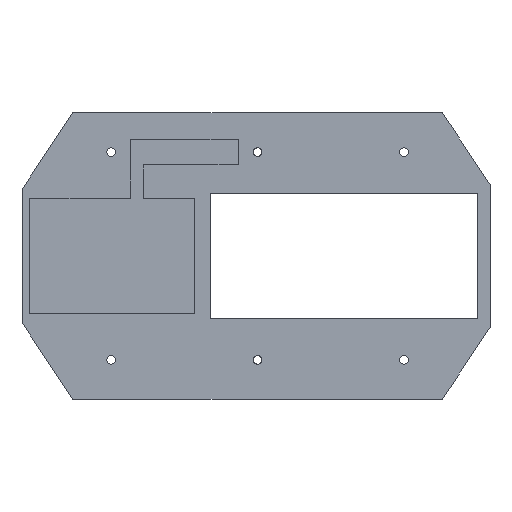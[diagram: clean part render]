
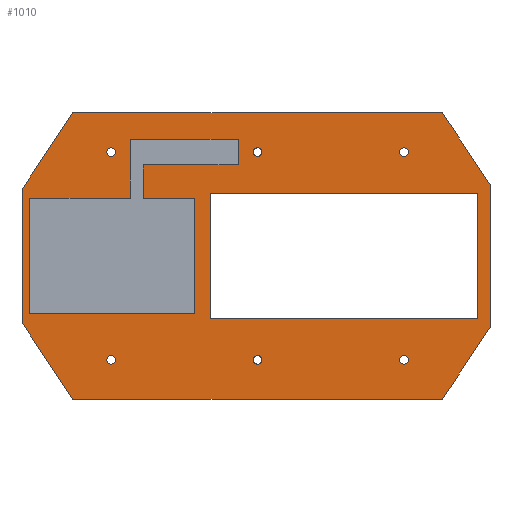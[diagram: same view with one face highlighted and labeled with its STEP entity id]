
A CAD part, front view. The second image highlights one B-rep face of the part: STEP entity #1010.
In plain terms, the highlighted planar face has unit normal (0, -1, 0).
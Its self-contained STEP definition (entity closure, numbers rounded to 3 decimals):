
#64=CIRCLE('',#1073,1.7);
#65=CIRCLE('',#1074,1.7);
#66=CIRCLE('',#1075,1.7);
#67=CIRCLE('',#1076,1.7);
#68=CIRCLE('',#1077,1.7);
#69=CIRCLE('',#1078,1.7);
#88=FACE_BOUND('',#176,.T.);
#89=FACE_BOUND('',#177,.T.);
#90=FACE_BOUND('',#178,.T.);
#91=FACE_BOUND('',#179,.T.);
#92=FACE_BOUND('',#180,.T.);
#93=FACE_BOUND('',#181,.T.);
#94=FACE_BOUND('',#182,.T.);
#95=FACE_BOUND('',#183,.T.);
#115=FACE_OUTER_BOUND('',#175,.T.);
#175=EDGE_LOOP('',(#699,#700,#701,#702,#703,#704,#705,#706));
#176=EDGE_LOOP('',(#707,#708,#709,#710));
#177=EDGE_LOOP('',(#711,#712,#713,#714,#715,#716,#717,#718,#719,#720));
#178=EDGE_LOOP('',(#721));
#179=EDGE_LOOP('',(#722));
#180=EDGE_LOOP('',(#723));
#181=EDGE_LOOP('',(#724));
#182=EDGE_LOOP('',(#725));
#183=EDGE_LOOP('',(#726));
#250=LINE('',#1390,#343);
#254=LINE('',#1398,#347);
#257=LINE('',#1404,#350);
#260=LINE('',#1410,#353);
#263=LINE('',#1416,#356);
#266=LINE('',#1422,#359);
#269=LINE('',#1429,#362);
#270=LINE('',#1431,#363);
#271=LINE('',#1433,#364);
#272=LINE('',#1435,#365);
#273=LINE('',#1437,#366);
#274=LINE('',#1439,#367);
#275=LINE('',#1441,#368);
#276=LINE('',#1442,#369);
#277=LINE('',#1445,#370);
#278=LINE('',#1447,#371);
#279=LINE('',#1449,#372);
#280=LINE('',#1450,#373);
#281=LINE('',#1452,#374);
#282=LINE('',#1454,#375);
#283=LINE('',#1456,#376);
#284=LINE('',#1457,#377);
#343=VECTOR('',#1145,10.);
#347=VECTOR('',#1151,10.);
#350=VECTOR('',#1156,10.);
#353=VECTOR('',#1161,10.);
#356=VECTOR('',#1166,10.);
#359=VECTOR('',#1171,10.);
#362=VECTOR('',#1176,10.);
#363=VECTOR('',#1177,10.);
#364=VECTOR('',#1178,10.);
#365=VECTOR('',#1179,10.);
#366=VECTOR('',#1180,10.);
#367=VECTOR('',#1181,10.);
#368=VECTOR('',#1182,10.);
#369=VECTOR('',#1183,10.);
#370=VECTOR('',#1184,10.);
#371=VECTOR('',#1185,10.);
#372=VECTOR('',#1186,10.);
#373=VECTOR('',#1187,10.);
#374=VECTOR('',#1188,10.);
#375=VECTOR('',#1189,10.);
#376=VECTOR('',#1190,10.);
#377=VECTOR('',#1191,10.);
#436=VERTEX_POINT('',#1388);
#437=VERTEX_POINT('',#1389);
#440=VERTEX_POINT('',#1397);
#442=VERTEX_POINT('',#1403);
#444=VERTEX_POINT('',#1409);
#446=VERTEX_POINT('',#1415);
#448=VERTEX_POINT('',#1421);
#450=VERTEX_POINT('',#1427);
#451=VERTEX_POINT('',#1428);
#452=VERTEX_POINT('',#1430);
#453=VERTEX_POINT('',#1432);
#454=VERTEX_POINT('',#1434);
#455=VERTEX_POINT('',#1436);
#456=VERTEX_POINT('',#1438);
#457=VERTEX_POINT('',#1440);
#458=VERTEX_POINT('',#1443);
#459=VERTEX_POINT('',#1444);
#460=VERTEX_POINT('',#1446);
#461=VERTEX_POINT('',#1448);
#462=VERTEX_POINT('',#1451);
#463=VERTEX_POINT('',#1453);
#464=VERTEX_POINT('',#1455);
#465=VERTEX_POINT('',#1458);
#466=VERTEX_POINT('',#1460);
#467=VERTEX_POINT('',#1462);
#468=VERTEX_POINT('',#1464);
#469=VERTEX_POINT('',#1466);
#470=VERTEX_POINT('',#1468);
#530=EDGE_CURVE('',#436,#437,#250,.T.);
#534=EDGE_CURVE('',#440,#436,#254,.T.);
#537=EDGE_CURVE('',#442,#440,#257,.T.);
#540=EDGE_CURVE('',#444,#442,#260,.T.);
#543=EDGE_CURVE('',#446,#444,#263,.T.);
#546=EDGE_CURVE('',#446,#448,#266,.T.);
#549=EDGE_CURVE('',#450,#451,#269,.T.);
#550=EDGE_CURVE('',#452,#451,#270,.T.);
#551=EDGE_CURVE('',#453,#452,#271,.T.);
#552=EDGE_CURVE('',#454,#453,#272,.T.);
#553=EDGE_CURVE('',#455,#454,#273,.T.);
#554=EDGE_CURVE('',#456,#455,#274,.T.);
#555=EDGE_CURVE('',#457,#456,#275,.T.);
#556=EDGE_CURVE('',#450,#457,#276,.T.);
#557=EDGE_CURVE('',#458,#459,#277,.T.);
#558=EDGE_CURVE('',#460,#458,#278,.T.);
#559=EDGE_CURVE('',#461,#460,#279,.T.);
#560=EDGE_CURVE('',#459,#461,#280,.T.);
#561=EDGE_CURVE('',#462,#437,#281,.T.);
#562=EDGE_CURVE('',#462,#463,#282,.T.);
#563=EDGE_CURVE('',#464,#463,#283,.T.);
#564=EDGE_CURVE('',#464,#448,#284,.T.);
#565=EDGE_CURVE('',#465,#465,#64,.T.);
#566=EDGE_CURVE('',#466,#466,#65,.T.);
#567=EDGE_CURVE('',#467,#467,#66,.T.);
#568=EDGE_CURVE('',#468,#468,#67,.T.);
#569=EDGE_CURVE('',#469,#469,#68,.T.);
#570=EDGE_CURVE('',#470,#470,#69,.T.);
#699=ORIENTED_EDGE('',*,*,#549,.T.);
#700=ORIENTED_EDGE('',*,*,#550,.F.);
#701=ORIENTED_EDGE('',*,*,#551,.F.);
#702=ORIENTED_EDGE('',*,*,#552,.F.);
#703=ORIENTED_EDGE('',*,*,#553,.F.);
#704=ORIENTED_EDGE('',*,*,#554,.F.);
#705=ORIENTED_EDGE('',*,*,#555,.F.);
#706=ORIENTED_EDGE('',*,*,#556,.F.);
#707=ORIENTED_EDGE('',*,*,#557,.F.);
#708=ORIENTED_EDGE('',*,*,#558,.F.);
#709=ORIENTED_EDGE('',*,*,#559,.F.);
#710=ORIENTED_EDGE('',*,*,#560,.F.);
#711=ORIENTED_EDGE('',*,*,#543,.T.);
#712=ORIENTED_EDGE('',*,*,#540,.T.);
#713=ORIENTED_EDGE('',*,*,#537,.T.);
#714=ORIENTED_EDGE('',*,*,#534,.T.);
#715=ORIENTED_EDGE('',*,*,#530,.T.);
#716=ORIENTED_EDGE('',*,*,#561,.F.);
#717=ORIENTED_EDGE('',*,*,#562,.T.);
#718=ORIENTED_EDGE('',*,*,#563,.F.);
#719=ORIENTED_EDGE('',*,*,#564,.T.);
#720=ORIENTED_EDGE('',*,*,#546,.F.);
#721=ORIENTED_EDGE('',*,*,#565,.T.);
#722=ORIENTED_EDGE('',*,*,#566,.T.);
#723=ORIENTED_EDGE('',*,*,#567,.T.);
#724=ORIENTED_EDGE('',*,*,#568,.T.);
#725=ORIENTED_EDGE('',*,*,#569,.T.);
#726=ORIENTED_EDGE('',*,*,#570,.T.);
#971=PLANE('',#1072);
#1010=ADVANCED_FACE('',(#115,#88,#89,#90,#91,#92,#93,#94,#95),#971,.F.);
#1072=AXIS2_PLACEMENT_3D('',#1426,#1174,#1175);
#1073=AXIS2_PLACEMENT_3D('',#1459,#1192,#1193);
#1074=AXIS2_PLACEMENT_3D('',#1461,#1194,#1195);
#1075=AXIS2_PLACEMENT_3D('',#1463,#1196,#1197);
#1076=AXIS2_PLACEMENT_3D('',#1465,#1198,#1199);
#1077=AXIS2_PLACEMENT_3D('',#1467,#1200,#1201);
#1078=AXIS2_PLACEMENT_3D('',#1469,#1202,#1203);
#1145=DIRECTION('',(0.,0.,-1.));
#1151=DIRECTION('',(-1.,0.,0.));
#1156=DIRECTION('',(0.,0.,-1.));
#1161=DIRECTION('',(1.,0.,0.));
#1166=DIRECTION('',(0.,0.,1.));
#1171=DIRECTION('',(-1.,0.,0.));
#1174=DIRECTION('center_axis',(0.,1.,0.));
#1175=DIRECTION('ref_axis',(-1.,0.,0.));
#1176=DIRECTION('',(0.,0.,-1.));
#1177=DIRECTION('',(-0.555,0.,0.832));
#1178=DIRECTION('',(-1.,0.,0.));
#1179=DIRECTION('',(-0.555,0.,-0.832));
#1180=DIRECTION('',(0.,0.,-1.));
#1181=DIRECTION('',(0.555,0.,-0.832));
#1182=DIRECTION('',(1.,0.,0.));
#1183=DIRECTION('',(0.555,0.,0.832));
#1184=DIRECTION('',(0.,0.,-1.));
#1185=DIRECTION('',(-1.,0.,0.));
#1186=DIRECTION('',(0.,0.,1.));
#1187=DIRECTION('',(1.,0.,0.));
#1188=DIRECTION('',(-1.,0.,0.));
#1189=DIRECTION('',(0.,0.,-1.));
#1190=DIRECTION('',(1.,0.,0.));
#1191=DIRECTION('',(0.,0.,1.));
#1192=DIRECTION('center_axis',(0.,1.,0.));
#1193=DIRECTION('ref_axis',(-1.,0.,0.));
#1194=DIRECTION('center_axis',(0.,1.,0.));
#1195=DIRECTION('ref_axis',(-1.,0.,0.));
#1196=DIRECTION('center_axis',(0.,1.,0.));
#1197=DIRECTION('ref_axis',(-1.,0.,0.));
#1198=DIRECTION('center_axis',(0.,1.,0.));
#1199=DIRECTION('ref_axis',(-1.,0.,0.));
#1200=DIRECTION('center_axis',(0.,1.,0.));
#1201=DIRECTION('ref_axis',(-1.,0.,0.));
#1202=DIRECTION('center_axis',(0.,1.,0.));
#1203=DIRECTION('ref_axis',(-1.,0.,0.));
#1388=CARTESIAN_POINT('',(-40.949,17.1,-21.5));
#1389=CARTESIAN_POINT('',(-40.949,17.1,-34.5));
#1390=CARTESIAN_POINT('',(-40.949,17.1,-19.));
#1397=CARTESIAN_POINT('',(-3.949,17.1,-21.5));
#1398=CARTESIAN_POINT('',(-0.474,17.1,-21.5));
#1403=CARTESIAN_POINT('',(-3.949,17.1,-11.5));
#1404=CARTESIAN_POINT('',(-3.949,17.1,-14.));
#1409=CARTESIAN_POINT('',(-45.949,17.1,-11.5));
#1410=CARTESIAN_POINT('',(-21.475,17.1,-11.5));
#1415=CARTESIAN_POINT('',(-45.949,17.1,-34.5));
#1416=CARTESIAN_POINT('',(-45.949,17.1,-25.5));
#1421=CARTESIAN_POINT('',(-85.25,17.1,-34.5));
#1422=CARTESIAN_POINT('',(-42.7,17.1,-34.5));
#1426=CARTESIAN_POINT('Origin',(3.,17.1,-16.5));
#1427=CARTESIAN_POINT('',(-88.25,17.1,-30.89));
#1428=CARTESIAN_POINT('',(-88.25,17.1,-83.11));
#1429=CARTESIAN_POINT('',(-88.25,17.1,-34.5));
#1430=CARTESIAN_POINT('',(-68.423,17.1,-112.85));
#1431=CARTESIAN_POINT('',(-79.648,17.1,-96.014));
#1432=CARTESIAN_POINT('',(75.635,17.1,-112.85));
#1433=CARTESIAN_POINT('',(39.357,17.1,-112.85));
#1434=CARTESIAN_POINT('',(94.25,17.1,-84.927));
#1435=CARTESIAN_POINT('',(96.015,17.1,-82.279));
#1436=CARTESIAN_POINT('',(94.25,17.1,-29.073));
#1437=CARTESIAN_POINT('',(94.25,17.1,-22.764));
#1438=CARTESIAN_POINT('',(75.635,17.1,-1.15));
#1439=CARTESIAN_POINT('',(67.98,17.1,10.332));
#1440=CARTESIAN_POINT('',(-68.423,17.1,-1.15));
#1441=CARTESIAN_POINT('',(-32.752,17.1,-1.15));
#1442=CARTESIAN_POINT('',(-70.903,17.1,-4.87));
#1443=CARTESIAN_POINT('',(-14.9,17.1,-32.5));
#1444=CARTESIAN_POINT('',(-14.9,17.1,-81.5));
#1445=CARTESIAN_POINT('',(-14.9,17.1,-48.));
#1446=CARTESIAN_POINT('',(89.5,17.1,-32.5));
#1447=CARTESIAN_POINT('',(7.3,17.1,-32.5));
#1448=CARTESIAN_POINT('',(89.5,17.1,-81.5));
#1449=CARTESIAN_POINT('',(89.5,17.1,-25.5));
#1450=CARTESIAN_POINT('',(46.25,17.1,-81.5));
#1451=CARTESIAN_POINT('',(-20.9,17.1,-34.5));
#1452=CARTESIAN_POINT('',(-42.7,17.1,-34.5));
#1453=CARTESIAN_POINT('',(-20.9,17.1,-79.5));
#1454=CARTESIAN_POINT('',(-20.9,17.1,-25.5));
#1455=CARTESIAN_POINT('',(-85.25,17.1,-79.5));
#1456=CARTESIAN_POINT('',(4.55,17.1,-79.5));
#1457=CARTESIAN_POINT('',(-85.25,17.1,-25.5));
#1458=CARTESIAN_POINT('',(62.415,17.1,-97.5));
#1459=CARTESIAN_POINT('Origin',(60.715,17.1,-97.5));
#1460=CARTESIAN_POINT('',(5.306,17.1,-16.5));
#1461=CARTESIAN_POINT('Origin',(3.606,17.1,-16.5));
#1462=CARTESIAN_POINT('',(62.415,17.1,-16.5));
#1463=CARTESIAN_POINT('Origin',(60.715,17.1,-16.5));
#1464=CARTESIAN_POINT('',(5.306,17.1,-97.5));
#1465=CARTESIAN_POINT('Origin',(3.606,17.1,-97.5));
#1466=CARTESIAN_POINT('',(-51.804,17.1,-16.5));
#1467=CARTESIAN_POINT('Origin',(-53.504,17.1,-16.5));
#1468=CARTESIAN_POINT('',(-51.804,17.1,-97.5));
#1469=CARTESIAN_POINT('Origin',(-53.504,17.1,-97.5));
